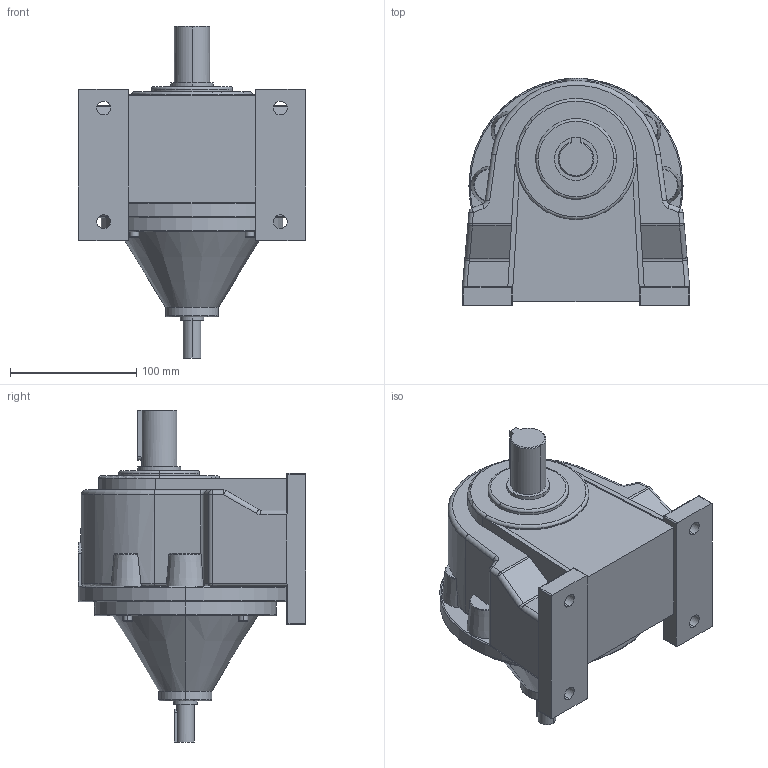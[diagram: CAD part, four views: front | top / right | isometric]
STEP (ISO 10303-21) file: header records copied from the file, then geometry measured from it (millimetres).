
FILE_DESCRIPTION (( 'STEP AP214' ), '1' );
FILE_NAME ('STP_28_400W 1罕2HP_HO梓袧_1.step', '2021-12-06T09:02:30', ( 'IT Division' ), ( 'IT' ), 'SwSTEP 2.0', 'SolidWorks 2016', '' );
FILE_SCHEMA (( 'AUTOMOTIVE_DESIGN' ));
Length unit declared in the file: millimetre
Products named in the file (1): STP_28_400W 1罕2HP_HO梓袧_1
Bounding box: 180 x 180 x 263 mm (x, y, z)
Volume: 2916893.7 mm3; surface area: 181164.7 mm2
Topology: 2 solids, 2 shells, 235 faces, 574 edges, 349 vertices
Faces by surface type: plane 92, cylinder 84, torus 37, sphere 13, cone 7, bspline 2
Entity records: 7480 total; most frequent: CARTESIAN_POINT 1639, DIRECTION 1213, ORIENTED_EDGE 1132, EDGE_CURVE 566, AXIS2_PLACEMENT_3D 468, VERTEX_POINT 349, LINE 277, VECTOR 277
